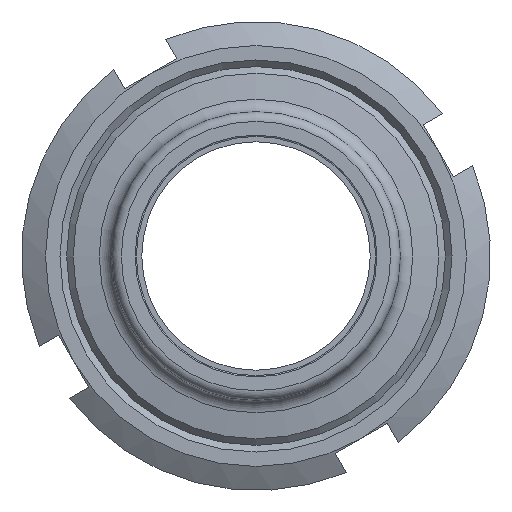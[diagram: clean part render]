
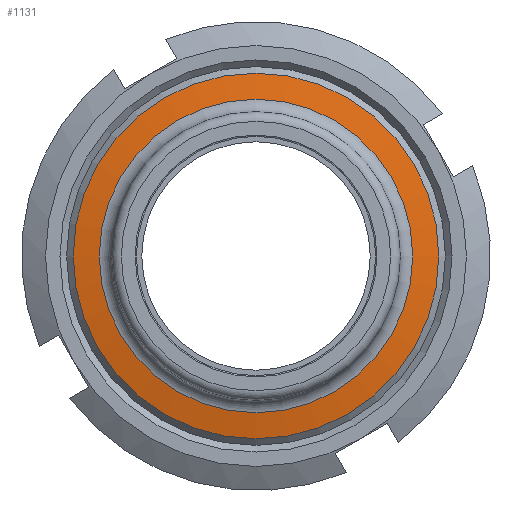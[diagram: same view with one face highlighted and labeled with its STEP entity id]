
A CAD part, left-side view. The second image highlights one B-rep face of the part: STEP entity #1131.
In plain terms, the highlighted conical face has half-angle 80 degrees and reference radius 27.2 mm.
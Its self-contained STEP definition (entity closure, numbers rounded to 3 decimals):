
#174=FACE_BOUND('',#372,.T.);
#258=FACE_OUTER_BOUND('',#371,.T.);
#371=EDGE_LOOP('',(#914));
#372=EDGE_LOOP('',(#915));
#477=CIRCLE('',#1262,26.066);
#479=CIRCLE('',#1266,30.4);
#576=VERTEX_POINT('',#1938);
#578=VERTEX_POINT('',#1944);
#699=EDGE_CURVE('',#576,#576,#477,.T.);
#701=EDGE_CURVE('',#578,#578,#479,.T.);
#914=ORIENTED_EDGE('',*,*,#701,.F.);
#915=ORIENTED_EDGE('',*,*,#699,.F.);
#986=CONICAL_SURFACE('',#1265,27.2,80.);
#1131=ADVANCED_FACE('',(#258,#174),#986,.T.);
#1262=AXIS2_PLACEMENT_3D('',#1939,#1535,#1536);
#1265=AXIS2_PLACEMENT_3D('',#1943,#1541,#1542);
#1266=AXIS2_PLACEMENT_3D('',#1945,#1543,#1544);
#1535=DIRECTION('center_axis',(-1.,0.,0.));
#1536=DIRECTION('ref_axis',(0.,-1.,0.));
#1541=DIRECTION('center_axis',(1.,0.,0.));
#1542=DIRECTION('ref_axis',(0.,1.,0.));
#1543=DIRECTION('center_axis',(1.,0.,0.));
#1544=DIRECTION('ref_axis',(0.,0.,-1.));
#1938=CARTESIAN_POINT('',(-14.764,26.066,0.));
#1939=CARTESIAN_POINT('Origin',(-14.764,0.,0.));
#1943=CARTESIAN_POINT('Origin',(-14.564,0.,0.));
#1944=CARTESIAN_POINT('',(-14.,30.4,0.));
#1945=CARTESIAN_POINT('Origin',(-14.,0.,0.));
